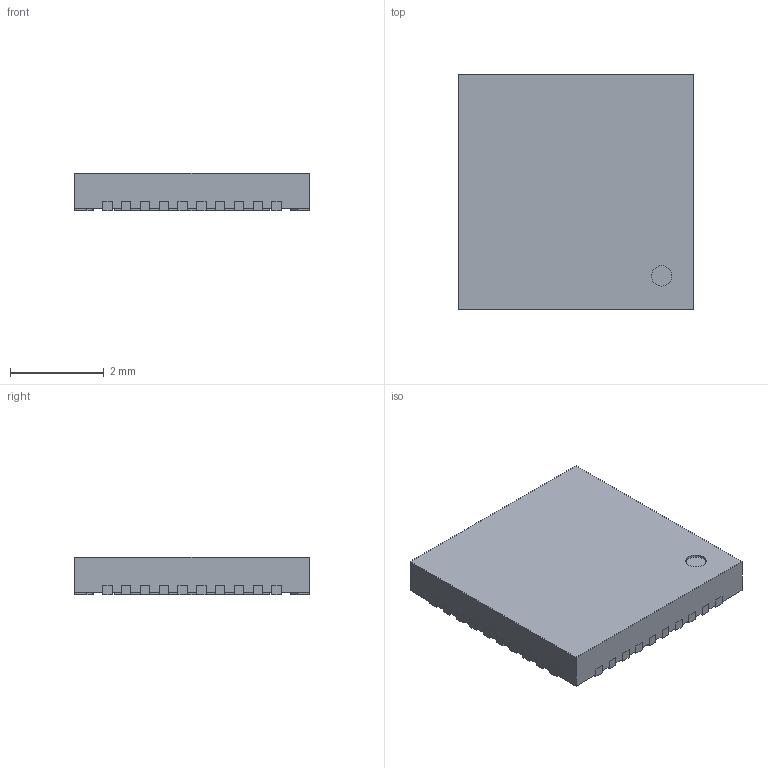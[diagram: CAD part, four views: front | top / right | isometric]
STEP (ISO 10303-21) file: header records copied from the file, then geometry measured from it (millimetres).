
FILE_DESCRIPTION(('FreeCAD Model'),'2;1');
FILE_NAME('TQFN55-40-1.STEP','2020-10-16T17:27:14',('Author'),('') ,'Open CASCADE STEP processor 7.4','FreeCAD','Unknown');
FILE_SCHEMA(('AUTOMOTIVE_DESIGN { 1 0 10303 214 1 1 1 1 }'));
Length unit declared in the file: millimetre
Products named in the file (1): AR8035-AL1B
Bounding box: 5 x 5 x 0.8 mm (x, y, z)
Volume: 19.4 mm3; surface area: 110.3 mm2
Topology: 42 solids, 42 shells, 454 faces, 3312 edges, 9568 vertices
Faces by surface type: plane 356, cylinder 98
Entity records: 57117 total; most frequent: CARTESIAN_POINT 15855, DIRECTION 6966, LINE 4736, VECTOR 4736, GEOMETRIC_CURVE_SET 2209, ORIENTED_EDGE 2208, PCURVE 2208, DEFINITIONAL_REPRESENTATION 2208
